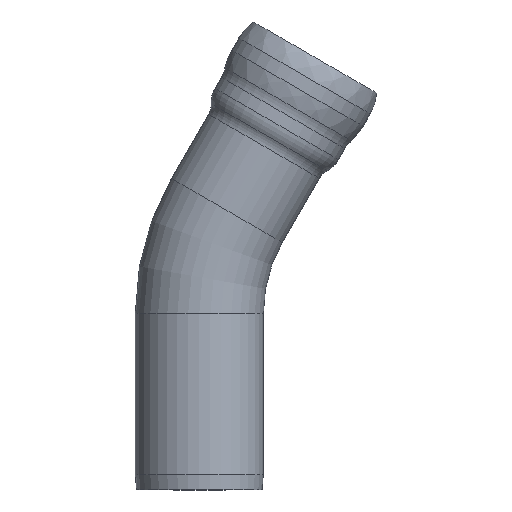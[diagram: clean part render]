
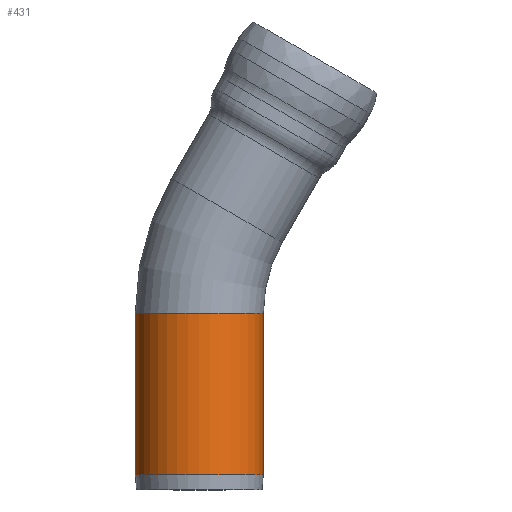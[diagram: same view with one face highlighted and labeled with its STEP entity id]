
A CAD part, front view. The second image highlights one B-rep face of the part: STEP entity #431.
In plain terms, the highlighted cylindrical face has radius 210 mm (diameter 420 mm), a full revolution.
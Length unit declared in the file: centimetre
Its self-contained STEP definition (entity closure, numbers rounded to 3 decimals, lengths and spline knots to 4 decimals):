
#62=FACE_OUTER_BOUND('',#86,.T.);
#86=EDGE_LOOP('',(#385,#386,#387,#388,#389));
#98=LINE('',#893,#112);
#112=VECTOR('',#652,21.);
#163=CIRCLE('',#497,21.);
#164=CIRCLE('',#498,21.);
#167=CIRCLE('',#503,21.);
#204=VERTEX_POINT('',#880);
#205=VERTEX_POINT('',#882);
#208=VERTEX_POINT('',#892);
#263=EDGE_CURVE('',#204,#205,#163,.T.);
#264=EDGE_CURVE('',#205,#204,#164,.T.);
#268=EDGE_CURVE('',#205,#208,#98,.T.);
#269=EDGE_CURVE('',#208,#208,#167,.T.);
#385=ORIENTED_EDGE('',*,*,#264,.F.);
#386=ORIENTED_EDGE('',*,*,#268,.T.);
#387=ORIENTED_EDGE('',*,*,#269,.T.);
#388=ORIENTED_EDGE('',*,*,#268,.F.);
#389=ORIENTED_EDGE('',*,*,#263,.F.);
#410=CYLINDRICAL_SURFACE('',#502,21.);
#431=ADVANCED_FACE('',(#62),#410,.T.);
#497=AXIS2_PLACEMENT_3D('',#883,#639,#640);
#498=AXIS2_PLACEMENT_3D('',#884,#641,#642);
#502=AXIS2_PLACEMENT_3D('',#891,#650,#651);
#503=AXIS2_PLACEMENT_3D('',#894,#653,#654);
#639=DIRECTION('center_axis',(0.,0.,1.));
#640=DIRECTION('ref_axis',(0.,-1.,0.));
#641=DIRECTION('center_axis',(0.,0.,1.));
#642=DIRECTION('ref_axis',(0.,-1.,0.));
#650=DIRECTION('center_axis',(0.,0.,1.));
#651=DIRECTION('ref_axis',(1.,0.,0.));
#652=DIRECTION('',(0.,0.,-1.));
#653=DIRECTION('center_axis',(0.,0.,1.));
#654=DIRECTION('ref_axis',(1.,0.,0.));
#880=CARTESIAN_POINT('',(21.,0.,57.9134));
#882=CARTESIAN_POINT('',(-21.,0.,57.9134));
#883=CARTESIAN_POINT('Origin',(0.,0.,
57.9134));
#884=CARTESIAN_POINT('Origin',(0.,0.,
57.9134));
#891=CARTESIAN_POINT('Origin',(0.,0.,7.5));
#892=CARTESIAN_POINT('',(-21.,0.,5.));
#893=CARTESIAN_POINT('',(-21.,0.,7.5));
#894=CARTESIAN_POINT('Origin',(0.,0.,5.));
